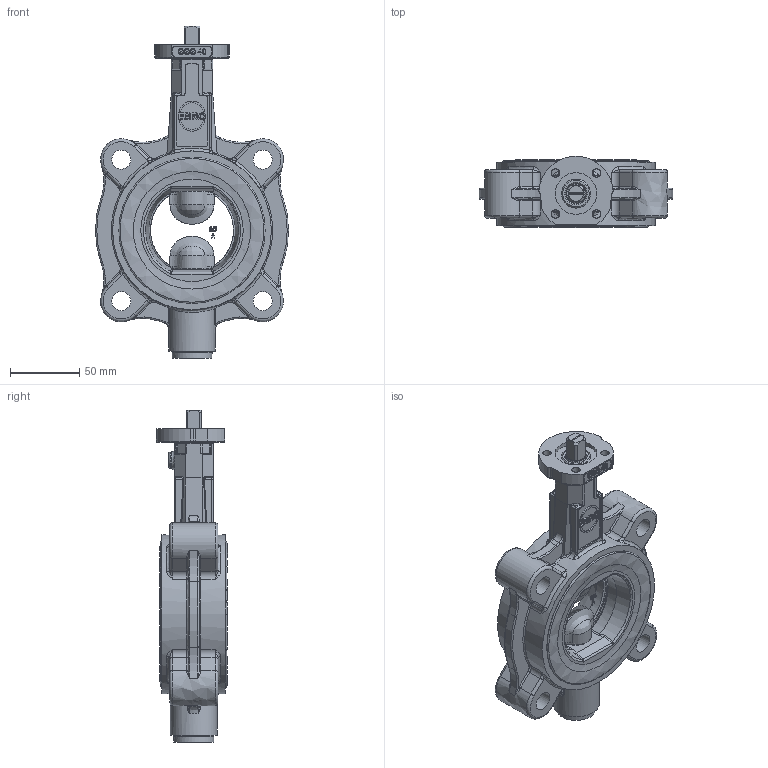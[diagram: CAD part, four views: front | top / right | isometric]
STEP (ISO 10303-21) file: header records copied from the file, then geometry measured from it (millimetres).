
FILE_DESCRIPTION((''),'2;1');
FILE_NAME('Z414-A da 075.stp','2009-05-26T11:30:22',('Hellwig'),(''),'Autodesk Inventor 2008','Autodesk Inventor 2008','');
FILE_SCHEMA(('AUTOMOTIVE_DESIGN { 1 0 10303 214 1 1 1 1 }'));
Length unit declared in the file: millimetre
Products named in the file (1): Bauteil1
Bounding box: 140 x 51.49 x 240.5 mm (x, y, z)
Volume: 569994.3 mm3; surface area: 125686 mm2
Topology: 8 solids, 16 shells, 1104 faces, 2793 edges, 1700 vertices
Faces by surface type: bspline 486, plane 267, cylinder 207, torus 88, cone 52, sphere 4
Full cylindrical faces by diameter (mm): 4 x1, 6 x1, 11 x1, 12.2 x3, 14 x8, 14.2 x1, 20.95 x3, 24.3 x1, 28.9 x1, 29 x1, 34 x1, 78.3 x2, 100 x1, 105.8 x1, 106 x1, 115 x2
Entity records: 50977 total; most frequent: CARTESIAN_POINT 27079, ORIENTED_EDGE 5120, DIRECTION 3881, EDGE_CURVE 2560, VERTEX_POINT 1644, AXIS2_PLACEMENT_3D 1520, EDGE_LOOP 1296, FACE_OUTER_BOUND 1101
